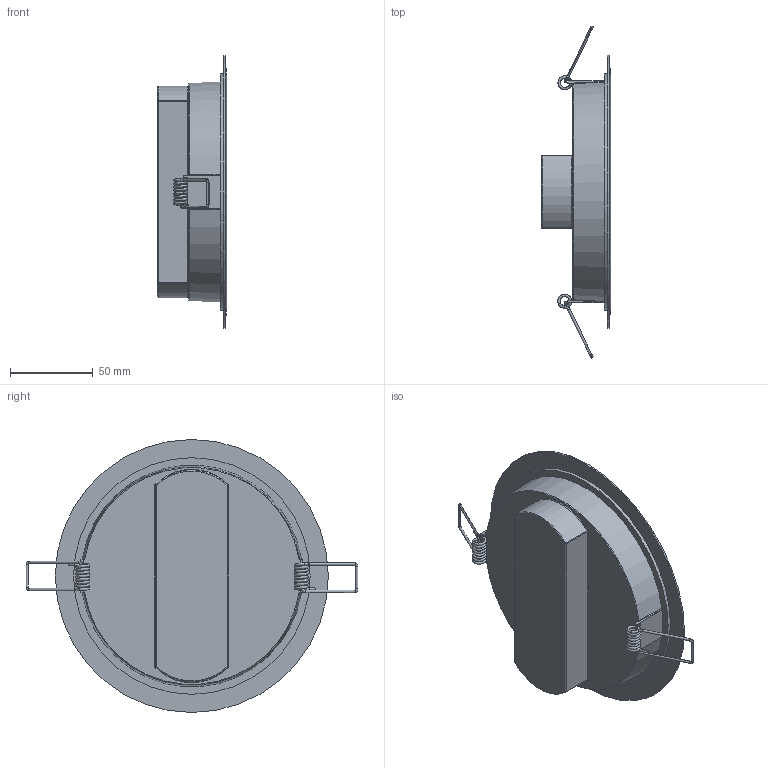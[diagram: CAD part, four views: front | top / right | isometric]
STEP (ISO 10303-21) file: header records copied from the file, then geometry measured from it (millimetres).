
FILE_DESCRIPTION (( 'STEP AP214' ), '1' );
FILE_NAME ('DL_IP44_DN_165.STEP', '2023-06-08T08:51:10', ( '' ), ( '' ), 'SwSTEP 2.0', 'SolidWorks 2020', '' );
FILE_SCHEMA (( 'AUTOMOTIVE_DESIGN' ));
Length unit declared in the file: millimetre
Products named in the file (1): DL_IP44_DN_165
Bounding box: 42 x 200.67 x 165 mm (x, y, z)
Volume: 126258.2 mm3; surface area: 131125.6 mm2
Topology: 5 solids, 5 shells, 129 faces, 303 edges, 181 vertices
Faces by surface type: plane 45, cylinder 34, bspline 24, torus 18, cone 4, sphere 4
Full cylindrical faces by diameter (mm): 1.4 x2, 135 x2, 143 x1, 165 x1
Entity records: 8512 total; most frequent: CARTESIAN_POINT 4354, DIRECTION 540, ORIENTED_EDGE 538, EDGE_CURVE 269, AXIS2_PLACEMENT_3D 212, VERTEX_POINT 175, EDGE_LOOP 154, FACE_OUTER_BOUND 147
